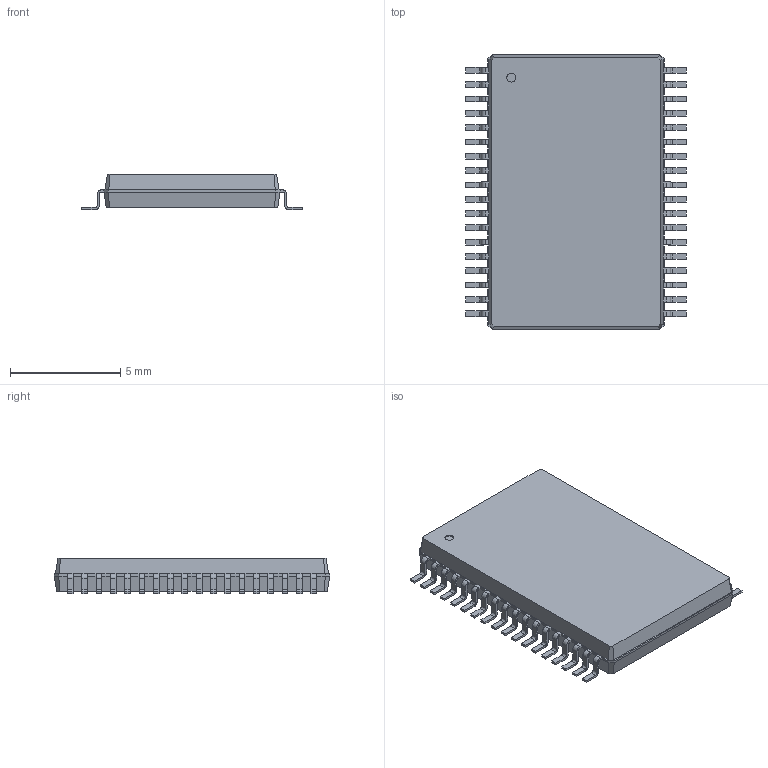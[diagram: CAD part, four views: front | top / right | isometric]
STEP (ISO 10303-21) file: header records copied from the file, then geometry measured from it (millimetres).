
FILE_DESCRIPTION(/* description */ ('model of TSSOP-36_8x12.5mm_P0.65mm'),/* implementation_level */ '2;1');
FILE_NAME(/* name */ 'TSSOP-36_8x12.5mm_P0.65mm.step',/* time_stamp */ '2020-02-11T20:04:35',/* author */ ('kicad StepUp','ksu'),/* organization */ ('FreeCAD'),/* preprocessor_version */ 'OCC',/* originating_system */ 'kicad StepUp',/* authorisation */ '');
FILE_SCHEMA(('AUTOMOTIVE_DESIGN { 1 0 10303 214 1 1 1 1 }'));
Length unit declared in the file: millimetre
Products named in the file (1): TSSOP_36_8x125mm_P065mm
Bounding box: 10 x 12.5 x 1.6 mm (x, y, z)
Volume: 146.9 mm3; surface area: 295.1 mm2
Topology: 1 solids, 1 shells, 576 faces, 1551 edges, 978 vertices
Faces by surface type: plane 371, cylinder 145, bspline 60
Full cylindrical faces by diameter (mm): 0.4 x1
Entity records: 42182 total; most frequent: CARTESIAN_POINT 7576, DIRECTION 5581, LINE 3821, VECTOR 3821, ORIENTED_EDGE 3102, PCURVE 3102, DEFINITIONAL_REPRESENTATION 3102, EDGE_CURVE 1551
